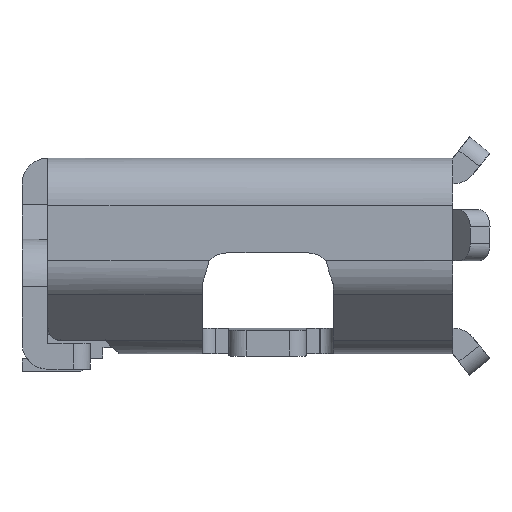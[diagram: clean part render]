
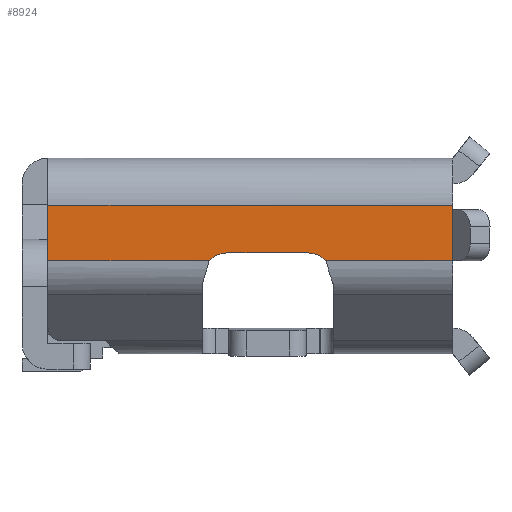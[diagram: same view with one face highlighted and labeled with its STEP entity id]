
A CAD part, left-side view. The second image highlights one B-rep face of the part: STEP entity #8924.
In plain terms, the highlighted planar face has unit normal (-1, 0, 0).
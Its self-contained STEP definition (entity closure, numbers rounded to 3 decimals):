
#137 = ORIENTED_EDGE ( 'NONE', *, *, #3969, .F. ) ;
#268 = CARTESIAN_POINT ( 'NONE',  ( -41.65, -25.385, 2.68 ) ) ;
#322 = ORIENTED_EDGE ( 'NONE', *, *, #2000, .F. ) ;
#423 = ORIENTED_EDGE ( 'NONE', *, *, #6816, .T. ) ;
#484 = EDGE_LOOP ( 'NONE', ( #3988, #11414, #322, #4780, #2130, #423, #6025, #137, #14063 ) ) ;
#600 = CARTESIAN_POINT ( 'NONE',  ( -41.65, -20.685, 2.087 ) ) ;
#805 = CARTESIAN_POINT ( 'NONE',  ( -41.65, -20.685, 2.73 ) ) ;
#927 = CARTESIAN_POINT ( 'NONE',  ( -41.65, -25.386, 2.087 ) ) ;
#1084 = CARTESIAN_POINT ( 'NONE',  ( -41.65, -22.774, 2.18 ) ) ;
#1113 = VERTEX_POINT ( 'NONE', #268 ) ;
#1117 = CARTESIAN_POINT ( 'NONE',  ( -41.65, -25.385, 2.73 ) ) ;
#1206 = EDGE_CURVE ( 'NONE', #7973, #13387, #7550, .T. ) ;
#1260 = CARTESIAN_POINT ( 'NONE',  ( -41.65, -25.385, 2.68 ) ) ;
#1414 = CARTESIAN_POINT ( 'NONE',  ( -41.65, -25.385, 2.697 ) ) ;
#1489 = DIRECTION ( 'NONE',  ( 0., 0., -1. ) ) ;
#1546 = AXIS2_PLACEMENT_3D ( 'NONE', #12442, #8048, #11336 ) ;
#1644 = CARTESIAN_POINT ( 'NONE',  ( -41.65, -20.684, 2.087 ) ) ;
#1663 = CARTESIAN_POINT ( 'NONE',  ( -41.65, -22.693, 2.18 ) ) ;
#1713 = CARTESIAN_POINT ( 'NONE',  ( -41.65, -22.558, 2.087 ) ) ;
#2000 = EDGE_CURVE ( 'NONE', #10672, #8587, #13510, .T. ) ;
#2014 = CARTESIAN_POINT ( 'NONE',  ( -41.65, -23.695, 2.18 ) ) ;
#2130 = ORIENTED_EDGE ( 'NONE', *, *, #4920, .T. ) ;
#2296 = DIRECTION ( 'NONE',  ( 0., -1., 0. ) ) ;
#2326 = CARTESIAN_POINT ( 'NONE',  ( -41.65, -25.385, 2.713 ) ) ;
#2337 = VECTOR ( 'NONE', #2296, 1000. ) ;
#3418 = CARTESIAN_POINT ( 'NONE',  ( -41.65, -23.912, 2.087 ) ) ;
#3969 = EDGE_CURVE ( 'NONE', #7973, #5853, #8244, .T. ) ;
#3988 = ORIENTED_EDGE ( 'NONE', *, *, #9202, .T. ) ;
#4780 = ORIENTED_EDGE ( 'NONE', *, *, #9688, .T. ) ;
#4920 = EDGE_CURVE ( 'NONE', #5253, #10906, #6804, .T. ) ;
#5132 = B_SPLINE_CURVE_WITH_KNOTS ( 'NONE', 3,
 ( #1260, #1414, #2326, #11236 ),
 .UNSPECIFIED., .F., .F.,
 ( 4, 4 ),
 ( 0., 1. ),
 .UNSPECIFIED. ) ;
#5253 = VERTEX_POINT ( 'NONE', #3418 ) ;
#5689 = PLANE ( 'NONE',  #1546 ) ;
#5853 = VERTEX_POINT ( 'NONE', #1117 ) ;
#6025 = ORIENTED_EDGE ( 'NONE', *, *, #10500, .T. ) ;
#6382 = DIRECTION ( 'NONE',  ( 0., -1., 0. ) ) ;
#6503 = CARTESIAN_POINT ( 'NONE',  ( -41.65, -25.386, 2.087 ) ) ;
#6804 = LINE ( 'NONE', #1644, #13974 ) ;
#6816 = EDGE_CURVE ( 'NONE', #10906, #1113, #12414, .T. ) ;
#7155 = DIRECTION ( 'NONE',  ( 0., -1., 0. ) ) ;
#7550 = LINE ( 'NONE', #8130, #9113 ) ;
#7586 = CARTESIAN_POINT ( 'NONE',  ( -41.65, -23.777, 2.18 ) ) ;
#7973 = VERTEX_POINT ( 'NONE', #9897 ) ;
#8048 = DIRECTION ( 'NONE',  ( -1., 0., 0. ) ) ;
#8130 = CARTESIAN_POINT ( 'NONE',  ( -41.65, -20.685, 2.086 ) ) ;
#8214 = B_SPLINE_CURVE_WITH_KNOTS ( 'NONE', 3,
 ( #2014, #7586, #9602, #11980 ),
 .UNSPECIFIED., .F., .F.,
 ( 4, 4 ),
 ( 0., 1. ),
 .UNSPECIFIED. ) ;
#8244 = LINE ( 'NONE', #805, #2337 ) ;
#8587 = VERTEX_POINT ( 'NONE', #11817 ) ;
#8652 = CARTESIAN_POINT ( 'NONE',  ( -41.65, -25.386, 2.285 ) ) ;
#8924 = ADVANCED_FACE ( 'NONE', ( #11152 ), #5689, .T. ) ;
#8992 = VECTOR ( 'NONE', #14313, 1000. ) ;
#9067 = VERTEX_POINT ( 'NONE', #11704 ) ;
#9113 = VECTOR ( 'NONE', #1489, 1000. ) ;
#9202 = EDGE_CURVE ( 'NONE', #13387, #9067, #10623, .T. ) ;
#9431 = CARTESIAN_POINT ( 'NONE',  ( -41.65, -22.775, 2.18 ) ) ;
#9602 = CARTESIAN_POINT ( 'NONE',  ( -41.65, -23.855, 2.147 ) ) ;
#9688 = EDGE_CURVE ( 'NONE', #10672, #5253, #8214, .T. ) ;
#9734 = B_SPLINE_CURVE_WITH_KNOTS ( 'NONE', 3,
 ( #1713, #13865, #1663, #9431 ),
 .UNSPECIFIED., .F., .F.,
 ( 4, 4 ),
 ( 0., 1. ),
 .UNSPECIFIED. ) ;
#9897 = CARTESIAN_POINT ( 'NONE',  ( -41.65, -20.685, 2.73 ) ) ;
#10066 = EDGE_CURVE ( 'NONE', #9067, #8587, #9734, .T. ) ;
#10500 = EDGE_CURVE ( 'NONE', #1113, #5853, #5132, .T. ) ;
#10623 = LINE ( 'NONE', #11945, #11323 ) ;
#10672 = VERTEX_POINT ( 'NONE', #12683 ) ;
#10906 = VERTEX_POINT ( 'NONE', #927 ) ;
#10907 = CARTESIAN_POINT ( 'NONE',  ( -41.65, -25.386, 2.482 ) ) ;
#11152 = FACE_OUTER_BOUND ( 'NONE', #484, .T. ) ;
#11236 = CARTESIAN_POINT ( 'NONE',  ( -41.65, -25.385, 2.73 ) ) ;
#11323 = VECTOR ( 'NONE', #6382, 1000. ) ;
#11336 = DIRECTION ( 'NONE',  ( 0., 0., 1. ) ) ;
#11414 = ORIENTED_EDGE ( 'NONE', *, *, #10066, .T. ) ;
#11704 = CARTESIAN_POINT ( 'NONE',  ( -41.65, -22.558, 2.087 ) ) ;
#11817 = CARTESIAN_POINT ( 'NONE',  ( -41.65, -22.775, 2.18 ) ) ;
#11945 = CARTESIAN_POINT ( 'NONE',  ( -41.65, -20.684, 2.087 ) ) ;
#11980 = CARTESIAN_POINT ( 'NONE',  ( -41.65, -23.912, 2.087 ) ) ;
#12414 = B_SPLINE_CURVE_WITH_KNOTS ( 'NONE', 3,
 ( #6503, #8652, #10907, #13188 ),
 .UNSPECIFIED., .F., .F.,
 ( 4, 4 ),
 ( 0., 1. ),
 .UNSPECIFIED. ) ;
#12442 = CARTESIAN_POINT ( 'NONE',  ( -41.65, -20.684, 2.086 ) ) ;
#12683 = CARTESIAN_POINT ( 'NONE',  ( -41.65, -23.695, 2.18 ) ) ;
#13188 = CARTESIAN_POINT ( 'NONE',  ( -41.65, -25.385, 2.68 ) ) ;
#13387 = VERTEX_POINT ( 'NONE', #600 ) ;
#13510 = LINE ( 'NONE', #1084, #8992 ) ;
#13865 = CARTESIAN_POINT ( 'NONE',  ( -41.65, -22.614, 2.146 ) ) ;
#13974 = VECTOR ( 'NONE', #7155, 1000. ) ;
#14063 = ORIENTED_EDGE ( 'NONE', *, *, #1206, .T. ) ;
#14313 = DIRECTION ( 'NONE',  ( 0., 1., 0. ) ) ;
